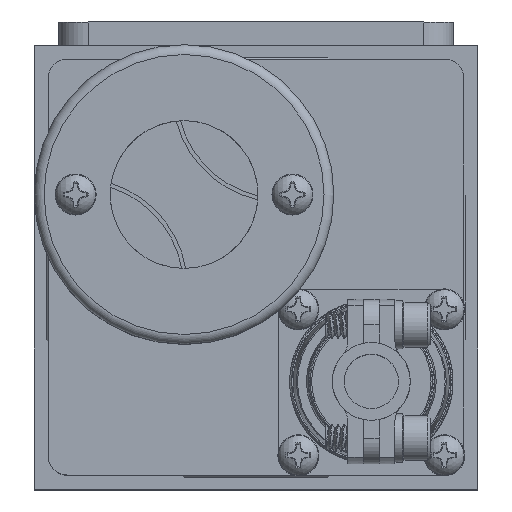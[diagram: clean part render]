
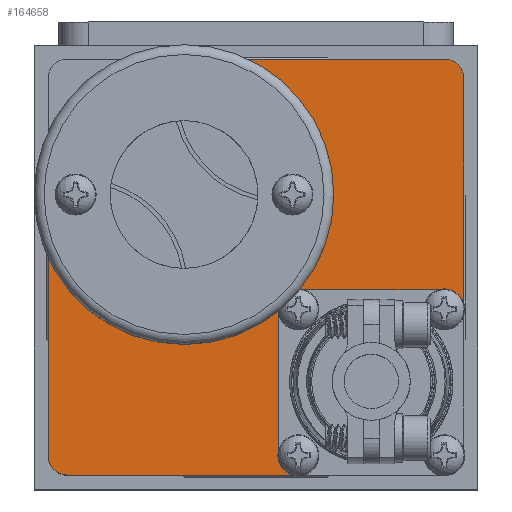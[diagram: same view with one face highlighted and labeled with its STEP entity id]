
A CAD part, top view. The second image highlights one B-rep face of the part: STEP entity #164658.
In plain terms, the highlighted planar face has unit normal (0, 0, 1).
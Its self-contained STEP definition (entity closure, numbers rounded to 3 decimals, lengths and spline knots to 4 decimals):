
#4962 = FACE_OUTER_BOUND ( 'NONE', #285999, .T. ) ;
#6938 = DIRECTION ( 'NONE',  ( 0., 0., 1. ) ) ;
#9715 = CIRCLE ( 'NONE', #153652, 0.1 ) ;
#10053 = VERTEX_POINT ( 'NONE', #72810 ) ;
#14982 = CIRCLE ( 'NONE', #228787, 0.69 ) ;
#16090 = CARTESIAN_POINT ( 'NONE',  ( 0.115, -0.955, 1.045 ) ) ;
#19301 = EDGE_CURVE ( 'NONE', #53416, #30129, #85510, .T. ) ;
#19463 = DIRECTION ( 'NONE',  ( 0., 0., 1. ) ) ;
#22119 = VERTEX_POINT ( 'NONE', #108826 ) ;
#22351 = DIRECTION ( 'NONE',  ( 0., 0., 1. ) ) ;
#22678 = VERTEX_POINT ( 'NONE', #165753 ) ;
#23112 = CARTESIAN_POINT ( 'NONE',  ( -1.055, -0.955, 1.045 ) ) ;
#25877 = DIRECTION ( 'NONE',  ( 0., 0., -1. ) ) ;
#26738 = PLANE ( 'NONE',  #154067 ) ;
#27309 = CARTESIAN_POINT ( 'NONE',  ( -1.055, 1.055, 1.045 ) ) ;
#29715 = CARTESIAN_POINT ( 'NONE',  ( 0.115, -0.215, 1.045 ) ) ;
#30129 = VERTEX_POINT ( 'NONE', #23112 ) ;
#30182 = LINE ( 'NONE', #27309, #183837 ) ;
#39062 = CARTESIAN_POINT ( 'NONE',  ( 0.115, -1.055, 1.045 ) ) ;
#43820 = DIRECTION ( 'NONE',  ( 1., 0., 0. ) ) ;
#44157 = CARTESIAN_POINT ( 'NONE',  ( -0.365, 0.365, 1.045 ) ) ;
#48195 = AXIS2_PLACEMENT_3D ( 'NONE', #285808, #22351, #173721 ) ;
#52376 = DIRECTION ( 'NONE',  ( 0., 0., -1. ) ) ;
#52890 = ORIENTED_EDGE ( 'NONE', *, *, #264355, .T. ) ;
#53416 = VERTEX_POINT ( 'NONE', #234978 ) ;
#56175 = CARTESIAN_POINT ( 'NONE',  ( 1.055, -0.215, 1.045 ) ) ;
#57432 = ORIENTED_EDGE ( 'NONE', *, *, #69705, .T. ) ;
#64572 = ORIENTED_EDGE ( 'NONE', *, *, #145208, .T. ) ;
#69504 = CARTESIAN_POINT ( 'NONE',  ( -0.955, -0.955, 1.045 ) ) ;
#69705 = EDGE_CURVE ( 'NONE', #109363, #135856, #143772, .T. ) ;
#71803 = DIRECTION ( 'NONE',  ( -1., 0., 0. ) ) ;
#72810 = CARTESIAN_POINT ( 'NONE',  ( -0.365, 1.055, 1.045 ) ) ;
#76671 = DIRECTION ( 'NONE',  ( -1., 0., 0. ) ) ;
#84624 = EDGE_CURVE ( 'NONE', #22119, #10053, #30182, .T. ) ;
#85069 = CARTESIAN_POINT ( 'NONE',  ( -0.955, -1.055, 1.045 ) ) ;
#85510 = LINE ( 'NONE', #104453, #164032 ) ;
#91088 = VECTOR ( 'NONE', #193348, 39.3701 ) ;
#95602 = DIRECTION ( 'NONE',  ( -1., 0., 0. ) ) ;
#98205 = ORIENTED_EDGE ( 'NONE', *, *, #185968, .F. ) ;
#100157 = CARTESIAN_POINT ( 'NONE',  ( 1.055, -1.055, 1.045 ) ) ;
#104453 = CARTESIAN_POINT ( 'NONE',  ( -1.055, -1.055, 1.045 ) ) ;
#108826 = CARTESIAN_POINT ( 'NONE',  ( 0.955, 1.055, 1.045 ) ) ;
#109363 = VERTEX_POINT ( 'NONE', #172732 ) ;
#118268 = CARTESIAN_POINT ( 'NONE',  ( 0., 0., 1.045 ) ) ;
#122588 = CARTESIAN_POINT ( 'NONE',  ( 0.215, -0.115, 1.045 ) ) ;
#129917 = AXIS2_PLACEMENT_3D ( 'NONE', #175866, #25877, #180173 ) ;
#131782 = VECTOR ( 'NONE', #256120, 39.3701 ) ;
#132065 = VERTEX_POINT ( 'NONE', #29715 ) ;
#132550 = CARTESIAN_POINT ( 'NONE',  ( -1.055, -1.055, 1.045 ) ) ;
#132565 = ORIENTED_EDGE ( 'NONE', *, *, #272744, .T. ) ;
#135856 = VERTEX_POINT ( 'NONE', #16090 ) ;
#136827 = ORIENTED_EDGE ( 'NONE', *, *, #272469, .F. ) ;
#139144 = VERTEX_POINT ( 'NONE', #122588 ) ;
#143772 = CIRCLE ( 'NONE', #129917, 0.1 ) ;
#144322 = ORIENTED_EDGE ( 'NONE', *, *, #19301, .T. ) ;
#145208 = EDGE_CURVE ( 'NONE', #30129, #214497, #204210, .T. ) ;
#145789 = CIRCLE ( 'NONE', #48195, 0.1 ) ;
#153652 = AXIS2_PLACEMENT_3D ( 'NONE', #282398, #240156, #168862 ) ;
#154067 = AXIS2_PLACEMENT_3D ( 'NONE', #118268, #269816, #71803 ) ;
#155290 = VERTEX_POINT ( 'NONE', #56175 ) ;
#161139 = EDGE_CURVE ( 'NONE', #132065, #139144, #9715, .T. ) ;
#161582 = DIRECTION ( 'NONE',  ( -1., 0., 0. ) ) ;
#162878 = DIRECTION ( 'NONE',  ( 0., 1., 0. ) ) ;
#164032 = VECTOR ( 'NONE', #174304, 39.3701 ) ;
#164658 = ADVANCED_FACE ( 'NONE', ( #4962 ), #26738, .F. ) ;
#165753 = CARTESIAN_POINT ( 'NONE',  ( 0.955, -0.115, 1.045 ) ) ;
#167328 = LINE ( 'NONE', #168776, #131782 ) ;
#168776 = CARTESIAN_POINT ( 'NONE',  ( 0.115, -0.115, 1.045 ) ) ;
#168862 = DIRECTION ( 'NONE',  ( -1., 0., 0. ) ) ;
#170040 = LINE ( 'NONE', #39062, #91088 ) ;
#171749 = AXIS2_PLACEMENT_3D ( 'NONE', #69504, #6938, #95602 ) ;
#172030 = CARTESIAN_POINT ( 'NONE',  ( 1.055, 0.955, 1.045 ) ) ;
#172732 = CARTESIAN_POINT ( 'NONE',  ( 0.215, -1.055, 1.045 ) ) ;
#173721 = DIRECTION ( 'NONE',  ( -1., 0., 0. ) ) ;
#174304 = DIRECTION ( 'NONE',  ( 0., -1., 0. ) ) ;
#174770 = LINE ( 'NONE', #132550, #196138 ) ;
#175866 = CARTESIAN_POINT ( 'NONE',  ( 0.215, -0.955, 1.045 ) ) ;
#178002 = DIRECTION ( 'NONE',  ( 1., 0., 0. ) ) ;
#180173 = DIRECTION ( 'NONE',  ( -1., 0., 0. ) ) ;
#183837 = VECTOR ( 'NONE', #76671, 39.3701 ) ;
#185097 = EDGE_CURVE ( 'NONE', #22678, #155290, #248144, .T. ) ;
#185968 = EDGE_CURVE ( 'NONE', #22678, #139144, #167328, .T. ) ;
#193348 = DIRECTION ( 'NONE',  ( 0., -1., 0. ) ) ;
#196138 = VECTOR ( 'NONE', #43820, 39.3701 ) ;
#196690 = ORIENTED_EDGE ( 'NONE', *, *, #185097, .T. ) ;
#202803 = ORIENTED_EDGE ( 'NONE', *, *, #84624, .T. ) ;
#204210 = CIRCLE ( 'NONE', #171749, 0.1 ) ;
#206729 = CARTESIAN_POINT ( 'NONE',  ( 0.955, -0.215, 1.045 ) ) ;
#210871 = LINE ( 'NONE', #100157, #267746 ) ;
#212403 = ORIENTED_EDGE ( 'NONE', *, *, #282177, .T. ) ;
#214497 = VERTEX_POINT ( 'NONE', #85069 ) ;
#228787 = AXIS2_PLACEMENT_3D ( 'NONE', #44157, #19463, #178002 ) ;
#234978 = CARTESIAN_POINT ( 'NONE',  ( -1.055, 0.365, 1.045 ) ) ;
#240156 = DIRECTION ( 'NONE',  ( 0., 0., -1. ) ) ;
#247919 = ORIENTED_EDGE ( 'NONE', *, *, #264474, .F. ) ;
#248144 = CIRCLE ( 'NONE', #280567, 0.1 ) ;
#250410 = ORIENTED_EDGE ( 'NONE', *, *, #161139, .T. ) ;
#256120 = DIRECTION ( 'NONE',  ( -1., 0., 0. ) ) ;
#264355 = EDGE_CURVE ( 'NONE', #155290, #277470, #210871, .T. ) ;
#264474 = EDGE_CURVE ( 'NONE', #132065, #135856, #170040, .T. ) ;
#267746 = VECTOR ( 'NONE', #162878, 39.3701 ) ;
#269816 = DIRECTION ( 'NONE',  ( 0., 0., -1. ) ) ;
#272469 = EDGE_CURVE ( 'NONE', #53416, #10053, #14982, .T. ) ;
#272744 = EDGE_CURVE ( 'NONE', #214497, #109363, #174770, .T. ) ;
#277470 = VERTEX_POINT ( 'NONE', #172030 ) ;
#280567 = AXIS2_PLACEMENT_3D ( 'NONE', #206729, #52376, #161582 ) ;
#282177 = EDGE_CURVE ( 'NONE', #277470, #22119, #145789, .T. ) ;
#282398 = CARTESIAN_POINT ( 'NONE',  ( 0.215, -0.215, 1.045 ) ) ;
#285808 = CARTESIAN_POINT ( 'NONE',  ( 0.955, 0.955, 1.045 ) ) ;
#285999 = EDGE_LOOP ( 'NONE', ( #132565, #57432, #247919, #250410, #98205, #196690, #52890, #212403, #202803, #136827, #144322, #64572 ) ) ;
